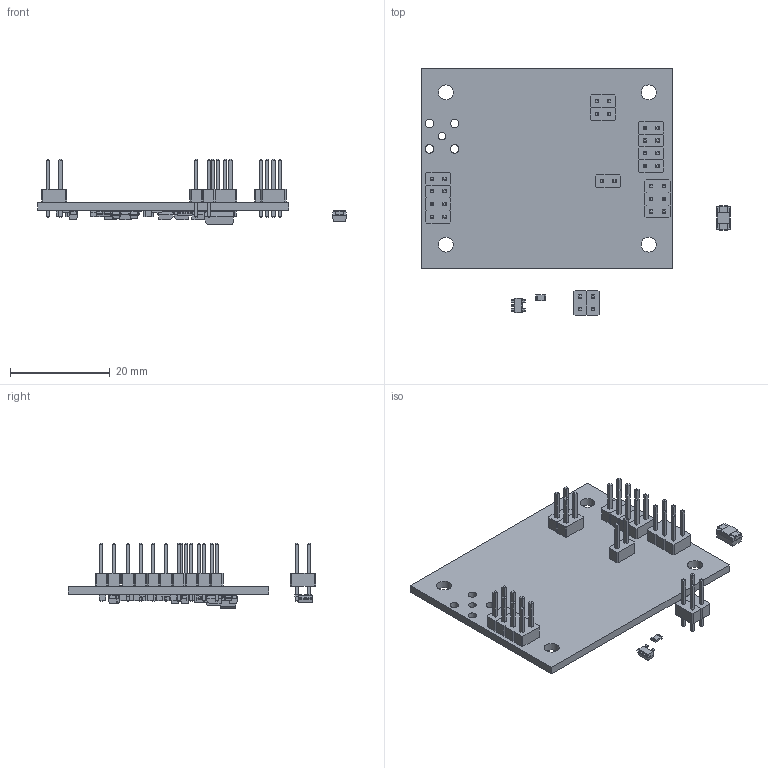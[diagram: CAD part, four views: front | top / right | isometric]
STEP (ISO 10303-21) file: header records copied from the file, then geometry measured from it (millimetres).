
FILE_DESCRIPTION(('KiCad electronic assembly'),'2;1');
FILE_NAME('PCRD07.step','2023-09-24T20:35:20',('Pcbnew'),('Kicad'), 'Open CASCADE STEP processor 7.6','KiCad to STEP converter','Unknown' );
FILE_SCHEMA(('AUTOMOTIVE_DESIGN { 1 0 10303 214 1 1 1 1 }'));
Length unit declared in the file: millimetre
Products named in the file (26): PCRD07 1; PinHeader_2x03_P2.54mm_Vertical; SOLID; PinHeader_2x01_P2.54mm_Vertical; C_0805_2012Metric; TSOT-23-5; CP_EIA-6032-28_Kemet-C; CP_EIA-3216-18_Kemet-A; D_SMA; R_0805_2012Metric; SOT-23-5; MSOP-10_3x3mm_P0.5mm; SOT-23; L_0805_2012Metric; tmpw4bhulpl PCB
Assembly tree (67 placements, depth 3):
  PCRD07 1
    PinHeader_2x03_P2.54mm_Vertical  x2
      SOLID
    PinHeader_2x01_P2.54mm_Vertical  x10
      SOLID
    C_0805_2012Metric  x14
      SOLID
    TSOT-23-5  x2
      SOLID
    CP_EIA-6032-28_Kemet-C
      SOLID
    CP_EIA-3216-18_Kemet-A  x6
      SOLID
    D_SMA
      SOLID
    R_0805_2012Metric  x13
      SOLID
    SOT-23-5  x2
      SOLID
    MSOP-10_3x3mm_P0.5mm
      SOLID
    SOT-23
      SOLID
    L_0805_2012Metric
      SOLID
    tmpw4bhulpl PCB
Bounding box: 61.8 x 49.53 x 13.04 mm (x, y, z)
Volume: 3986 mm3; surface area: 6844.3 mm2
Topology: 55 solids, 55 shells, 2582 faces, 6460 edges, 4098 vertices
Faces by surface type: plane 1839, cylinder 493, bspline 250
Full cylindrical faces by diameter (mm): 0.5 x1, 0.889 x28, 1.5 x1, 1.7 x4, 3 x4
Entity records: 69812 total; most frequent: CARTESIAN_POINT 17364, DIRECTION 8230, LINE 5716, VECTOR 5716, ORIENTED_EDGE 4616, PCURVE 4616, DEFINITIONAL_REPRESENTATION 4616, EDGE_CURVE 2308
